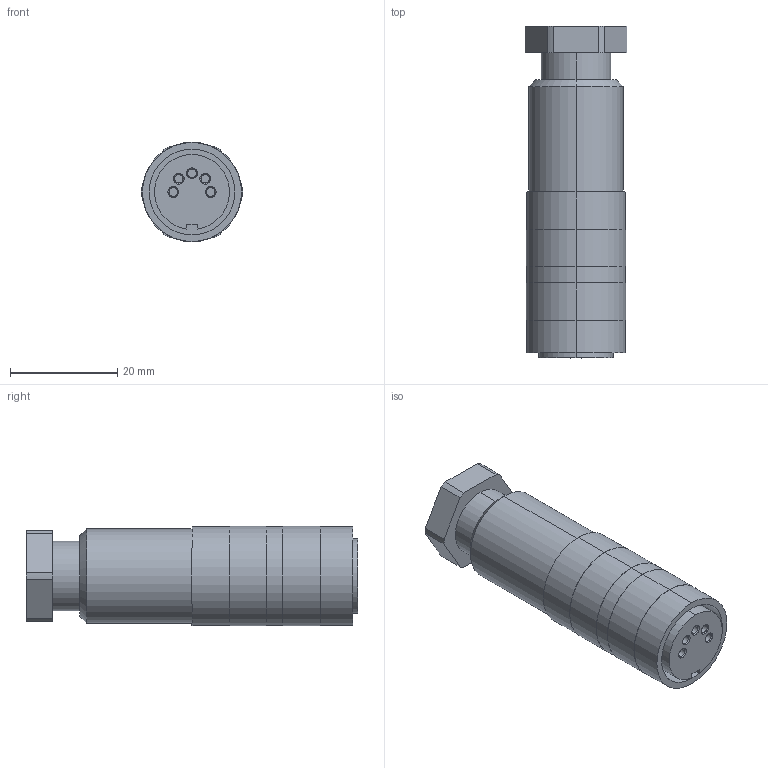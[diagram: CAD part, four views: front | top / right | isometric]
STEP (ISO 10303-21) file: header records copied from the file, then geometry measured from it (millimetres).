
FILE_DESCRIPTION((''),'2;1');
FILE_NAME('99-5118-15-05.stp','2005-04-22T09:56:10',('generator'),(''),'Autodesk Inventor 7','Autodesk Inventor 7','');
FILE_SCHEMA(('AUTOMOTIVE_DESIGN { 1 0 10303 214 1 1 1 1 }'));
Length unit declared in the file: millimetre
Products named in the file (1): 99-5118-15-05
Bounding box: 19 x 62 x 18.6 mm (x, y, z)
Volume: 14346.1 mm3; surface area: 5574.6 mm2
Topology: 1 solids, 1 shells, 76 faces, 163 edges, 104 vertices
Faces by surface type: cylinder 36, plane 26, cone 14
Entity records: 2104 total; most frequent: DIRECTION 403, CARTESIAN_POINT 344, ORIENTED_EDGE 326, AXIS2_PLACEMENT_3D 163, EDGE_CURVE 163, VERTEX_POINT 104, EDGE_LOOP 91, CIRCLE 86
